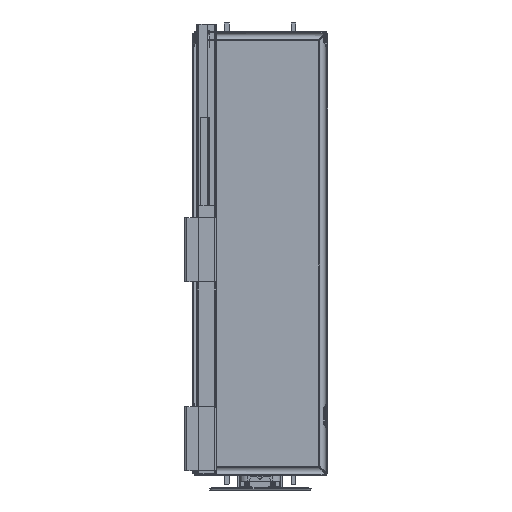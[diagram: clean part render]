
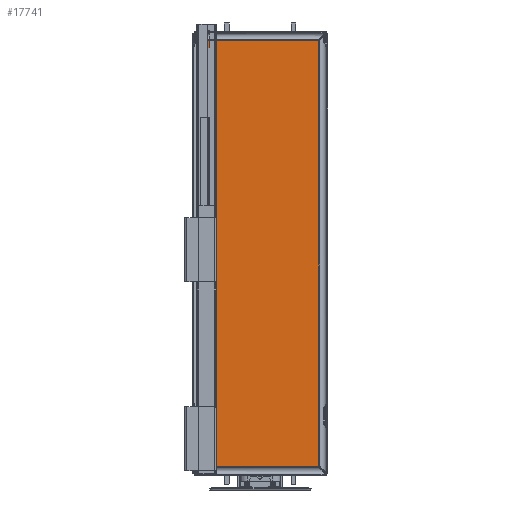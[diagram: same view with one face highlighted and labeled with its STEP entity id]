
A CAD part, left-side view. The second image highlights one B-rep face of the part: STEP entity #17741.
In plain terms, the highlighted planar face has unit normal (-1, 0, 0).
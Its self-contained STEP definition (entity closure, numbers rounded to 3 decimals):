
#1611=FACE_OUTER_BOUND('',#2713,.T.);
#2713=EDGE_LOOP('',(#12685,#12686,#12687,#12688,#12689,#12690,#12691,#12692));
#3884=LINE('',#27199,#5369);
#3885=LINE('',#27201,#5370);
#3886=LINE('',#27203,#5371);
#3887=LINE('',#27205,#5372);
#3888=LINE('',#27207,#5373);
#3889=LINE('',#27209,#5374);
#3890=LINE('',#27211,#5375);
#3891=LINE('',#27212,#5376);
#5369=VECTOR('',#22152,1.);
#5370=VECTOR('',#22153,119.186);
#5371=VECTOR('',#22154,1.);
#5372=VECTOR('',#22155,432.186);
#5373=VECTOR('',#22156,1.);
#5374=VECTOR('',#22157,119.186);
#5375=VECTOR('',#22158,1.);
#5376=VECTOR('',#22159,432.186);
#7670=VERTEX_POINT('',#27197);
#7671=VERTEX_POINT('',#27198);
#7672=VERTEX_POINT('',#27200);
#7673=VERTEX_POINT('',#27202);
#7674=VERTEX_POINT('',#27204);
#7675=VERTEX_POINT('',#27206);
#7676=VERTEX_POINT('',#27208);
#7677=VERTEX_POINT('',#27210);
#9513=EDGE_CURVE('',#7670,#7671,#3884,.T.);
#9514=EDGE_CURVE('',#7671,#7672,#3885,.T.);
#9515=EDGE_CURVE('',#7672,#7673,#3886,.T.);
#9516=EDGE_CURVE('',#7673,#7674,#3887,.T.);
#9517=EDGE_CURVE('',#7674,#7675,#3888,.T.);
#9518=EDGE_CURVE('',#7675,#7676,#3889,.T.);
#9519=EDGE_CURVE('',#7676,#7677,#3890,.T.);
#9520=EDGE_CURVE('',#7677,#7670,#3891,.T.);
#12685=ORIENTED_EDGE('',*,*,#9513,.T.);
#12686=ORIENTED_EDGE('',*,*,#9514,.T.);
#12687=ORIENTED_EDGE('',*,*,#9515,.T.);
#12688=ORIENTED_EDGE('',*,*,#9516,.T.);
#12689=ORIENTED_EDGE('',*,*,#9517,.T.);
#12690=ORIENTED_EDGE('',*,*,#9518,.T.);
#12691=ORIENTED_EDGE('',*,*,#9519,.T.);
#12692=ORIENTED_EDGE('',*,*,#9520,.T.);
#17101=PLANE('',#19517);
#17741=ADVANCED_FACE('',(#1611),#17101,.T.);
#19517=AXIS2_PLACEMENT_3D('',#27196,#22150,#22151);
#22150=DIRECTION('center_axis',(-1.,0.,0.));
#22151=DIRECTION('ref_axis',(0.,-1.,0.));
#22152=DIRECTION('',(0.,-0.707,0.707));
#22153=DIRECTION('',(0.,0.,1.));
#22154=DIRECTION('',(0.,0.707,0.707));
#22155=DIRECTION('',(0.,1.,0.));
#22156=DIRECTION('',(0.,0.707,-0.707));
#22157=DIRECTION('',(0.,0.,-1.));
#22158=DIRECTION('',(0.,-0.707,-0.707));
#22159=DIRECTION('',(0.,-1.,0.));
#27196=CARTESIAN_POINT('Origin',(0.,0.,0.));
#27197=CARTESIAN_POINT('',(0.,-216.093,-60.3));
#27198=CARTESIAN_POINT('',(0.,-216.8,-59.593));
#27199=CARTESIAN_POINT('',(0.,-216.093,-60.3));
#27200=CARTESIAN_POINT('',(0.,-216.8,59.593));
#27201=CARTESIAN_POINT('',(0.,-216.8,-59.593));
#27202=CARTESIAN_POINT('',(0.,-216.093,60.3));
#27203=CARTESIAN_POINT('',(0.,-216.8,59.593));
#27204=CARTESIAN_POINT('',(0.,216.093,60.3));
#27205=CARTESIAN_POINT('',(0.,-216.093,60.3));
#27206=CARTESIAN_POINT('',(0.,216.8,59.593));
#27207=CARTESIAN_POINT('',(0.,216.093,60.3));
#27208=CARTESIAN_POINT('',(0.,216.8,-59.593));
#27209=CARTESIAN_POINT('',(0.,216.8,59.593));
#27210=CARTESIAN_POINT('',(0.,216.093,-60.3));
#27211=CARTESIAN_POINT('',(0.,216.8,-59.593));
#27212=CARTESIAN_POINT('',(0.,216.093,-60.3));
